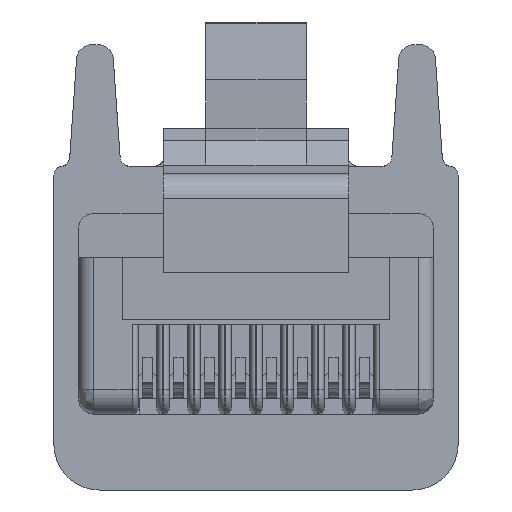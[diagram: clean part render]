
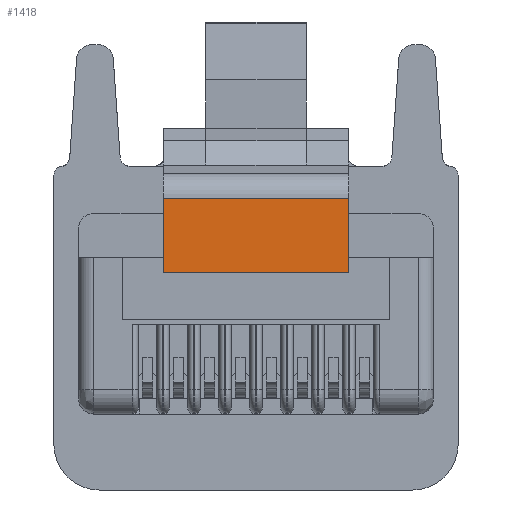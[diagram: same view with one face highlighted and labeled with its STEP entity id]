
A CAD part, front view. The second image highlights one B-rep face of the part: STEP entity #1418.
In plain terms, the highlighted planar face has unit normal (0, -1, 0).
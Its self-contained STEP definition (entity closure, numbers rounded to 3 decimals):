
#1418=ADVANCED_FACE('',(#3218),#2323,.F.);
#2323=PLANE('',#22780);
#3218=FACE_OUTER_BOUND('',#4401,.T.);
#4401=EDGE_LOOP('',(#9013,#9014,#9015,#9016));
#9013=ORIENTED_EDGE('',*,*,#15897,.T.);
#9014=ORIENTED_EDGE('',*,*,#15534,.T.);
#9015=ORIENTED_EDGE('',*,*,#15898,.F.);
#9016=ORIENTED_EDGE('',*,*,#15510,.F.);
#13071=VERTEX_POINT('',#33903);
#13072=VERTEX_POINT('',#33905);
#13092=VERTEX_POINT('',#33950);
#13093=VERTEX_POINT('',#33952);
#15510=EDGE_CURVE('',#13071,#13072,#18300,.T.);
#15534=EDGE_CURVE('',#13093,#13092,#18320,.T.);
#15897=EDGE_CURVE('',#13071,#13093,#18576,.T.);
#15898=EDGE_CURVE('',#13072,#13092,#18577,.T.);
#18300=LINE('',#33904,#20470);
#18320=LINE('',#33951,#20490);
#18576=LINE('',#34705,#20746);
#18577=LINE('',#34706,#20747);
#20470=VECTOR('',#25934,1.);
#20490=VECTOR('',#25966,1.);
#20746=VECTOR('',#26780,1.);
#20747=VECTOR('',#26781,1.);
#22780=AXIS2_PLACEMENT_3D('',#34707,#26782,#26783);
#25934=DIRECTION('',(0.,0.,1.));
#25966=DIRECTION('',(0.,0.,1.));
#26780=DIRECTION('',(1.,0.,0.));
#26781=DIRECTION('',(1.,0.,0.));
#26782=DIRECTION('',(0.,1.,0.));
#26783=DIRECTION('',(-1.,0.,0.));
#33903=CARTESIAN_POINT('',(-3.045,-22.17,-8.88));
#33904=CARTESIAN_POINT('',(-3.045,-22.17,-8.88));
#33905=CARTESIAN_POINT('',(-3.045,-22.17,-6.43));
#33950=CARTESIAN_POINT('',(3.045,-22.17,-6.43));
#33951=CARTESIAN_POINT('',(3.045,-22.17,-8.88));
#33952=CARTESIAN_POINT('',(3.045,-22.17,-8.88));
#34705=CARTESIAN_POINT('',(3.045,-22.17,-8.88));
#34706=CARTESIAN_POINT('',(-3.045,-22.17,-6.43));
#34707=CARTESIAN_POINT('',(3.045,-22.17,-8.88));
